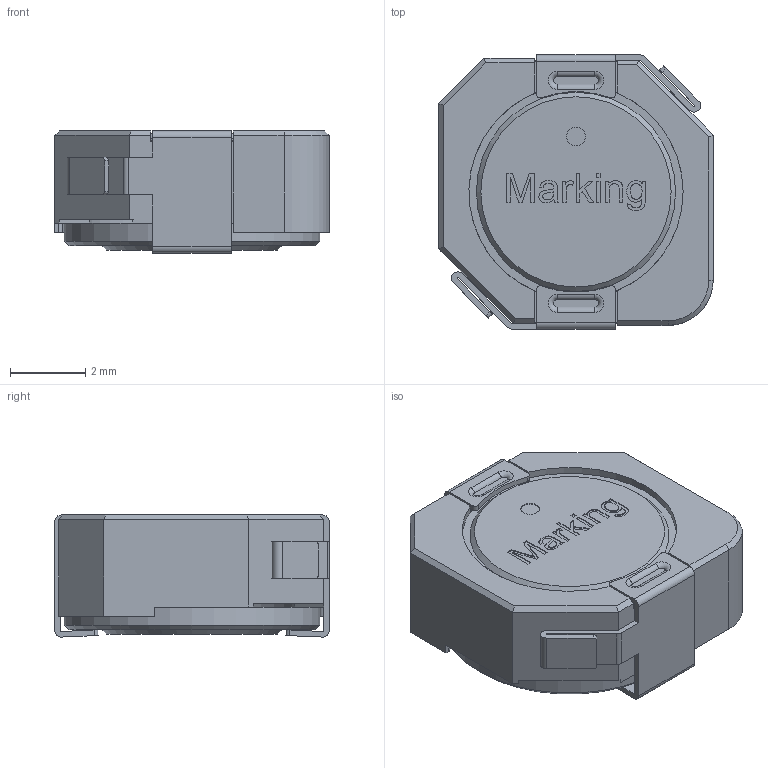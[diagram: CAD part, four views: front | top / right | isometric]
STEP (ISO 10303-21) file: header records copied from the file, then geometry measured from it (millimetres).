
FILE_DESCRIPTION(/* description */ (''),/* implementation_level */ '2;1');
FILE_NAME(/* name */ '7447783xx',/* time_stamp */ '2018-09-14T10:53:40+02:00',/* author */ ('WJ'),/* organization */ ('WÃ¼rth Elektronik eiSos GmbH & Co. KG'),/* preprocessor_version */ 'ST-DEVELOPER v16.7',/* originating_system */ 'DEX',/* authorisation */ $);
FILE_SCHEMA (('AUTOMOTIVE_DESIGN {1 0 10303 214 3 1 1}'));
Length unit declared in the file: millimetre
Products named in the file (5): 7447783xx; base; core; shielding ring; glue
Assembly tree (5 placements, depth 2):
  7447783xx
    base  x2
    core
    shielding ring
    glue
Bounding box: 7.3 x 7.3 x 3.25 mm (x, y, z)
Volume: 108.1 mm3; surface area: 384.2 mm2
Topology: 5 solids, 5 shells, 225 faces, 586 edges, 387 vertices
Faces by surface type: plane 140, cylinder 55, bspline 16, torus 10, cone 4
Full cylindrical faces by diameter (mm): 0.5 x1, 2.95 x1, 5.3 x2, 5.7 x2, 6.8 x1
Entity records: 6789 total; most frequent: CARTESIAN_POINT 1856, ORIENTED_EDGE 918, DIRECTION 771, EDGE_CURVE 459, VERTEX_POINT 309, AXIS2_PLACEMENT_3D 266, LINE 239, VECTOR 239
